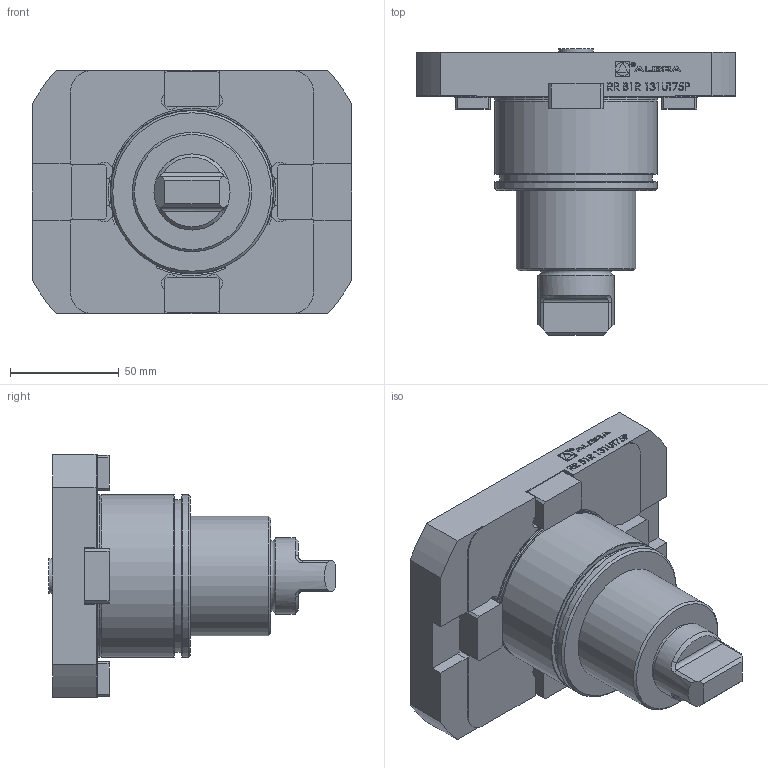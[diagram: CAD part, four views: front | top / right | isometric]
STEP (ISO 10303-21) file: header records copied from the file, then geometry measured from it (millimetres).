
FILE_DESCRIPTION (( 'STEP AP214' ), '1' );
FILE_NAME ('RRB1R131UT75P.STEP', '2025-11-27T16:36:13', ( '' ), ( '' ), 'SwSTEP 2.0', 'SolidWorks 2023', '' );
FILE_SCHEMA (( 'AUTOMOTIVE_DESIGN' ));
Length unit declared in the file: millimetre
Products named in the file (1): RRB1R131UT75P
Bounding box: 147 x 132 x 112 mm (x, y, z)
Volume: 626928.4 mm3; surface area: 66638 mm2
Topology: 1 solids, 2 shells, 452 faces, 1205 edges, 796 vertices
Faces by surface type: plane 310, bspline 68, cylinder 56, cone 13, torus 5
Full cylindrical faces by diameter (mm): 1.7 x1, 2.1 x1, 5 x1, 6.366 x1, 16 x1, 35 x1, 55 x1, 70.3 x1, 74.6 x1, 75 x2
Entity records: 21004 total; most frequent: CARTESIAN_POINT 7113, ORIENTED_EDGE 2354, DIRECTION 1944, EDGE_CURVE 1177, LINE 864, VECTOR 864, VERTEX_POINT 789, AXIS2_PLACEMENT_3D 540
